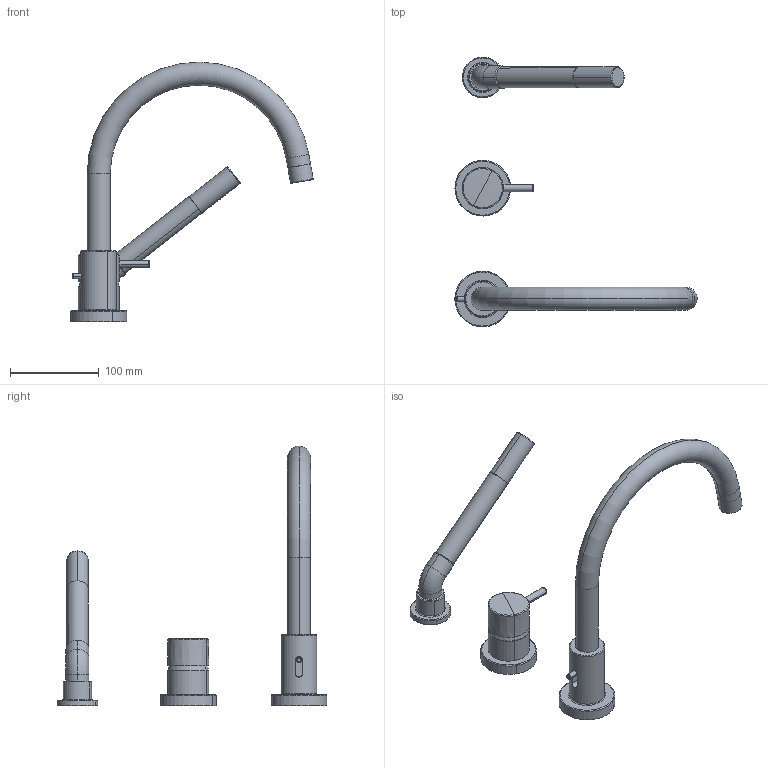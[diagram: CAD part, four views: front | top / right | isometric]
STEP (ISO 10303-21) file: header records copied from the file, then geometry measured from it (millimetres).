
FILE_DESCRIPTION(('CATIA V5 STEP Exchange','CAx-IF Rec.Pracs.--- Model Styling and Organization---1.5--- 2016-08-15','CAx-IF Rec.Pracs.---Supplemental Geometry---1.0---2011-11-01','CAx-IF Rec.Pracs.--- Composite Materials ---3.4---2017-06-13','CAx-IF Rec.Pracs.---Tessellated 3D Geometry---1.0---2015-12-17'),'2;1');
FILE_NAME('LN001260.stp','2023-01-30T14:01:34+00:00',('none'),('none'),'CATIA Version 5-6 Release 2020 SP2','CATIA V5 STEP AP242 v2','none');
FILE_SCHEMA(('AP242_MANAGED_MODEL_BASED_3D_ENGINEERING_MIM_LF {1 0 10303 442 1 1 4}'));
Length unit declared in the file: millimetre
Products named in the file (1): Product1_AllCATPart
Bounding box: 273.42 x 304.48 x 293 mm (x, y, z)
Volume: 598053.8 mm3; surface area: 109217.9 mm2
Topology: 6 solids, 6 shells, 209 faces, 530 edges, 329 vertices
Faces by surface type: cylinder 114, torus 44, plane 29, cone 20, revolution 2
Entity records: 6678 total; most frequent: CARTESIAN_POINT 2126, ORIENTED_EDGE 1056, DIRECTION 648, EDGE_CURVE 528, AXIS2_PLACEMENT_3D 357, VERTEX_POINT 329, EDGE_LOOP 267, ADVANCED_FACE 209
